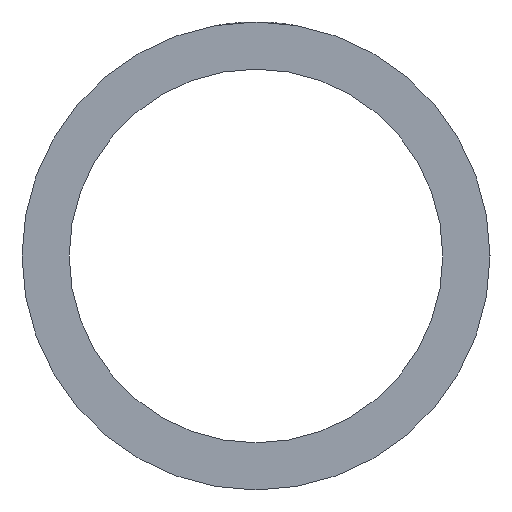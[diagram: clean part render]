
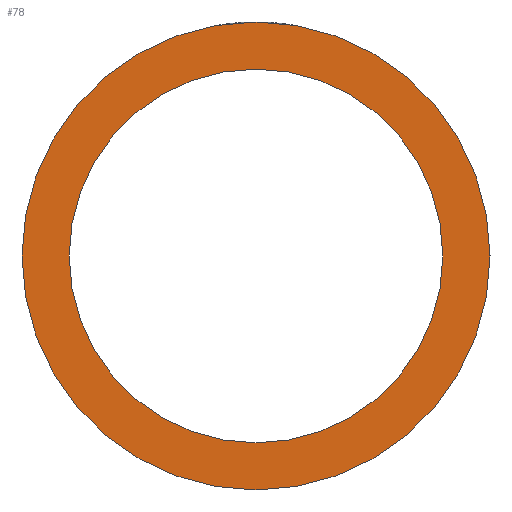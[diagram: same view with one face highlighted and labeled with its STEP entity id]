
A CAD part, left-side view. The second image highlights one B-rep face of the part: STEP entity #78.
In plain terms, the highlighted planar face has unit normal (-1, 0, 0).
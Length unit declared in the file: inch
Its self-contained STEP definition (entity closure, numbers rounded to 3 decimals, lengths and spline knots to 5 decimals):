
#16=PLANE('',#107);
#18=CIRCLE('',#102,0.525);
#20=CIRCLE('',#105,0.6575);
#27=FACE_BOUND('',#44,.T.);
#32=FACE_OUTER_BOUND('',#43,.T.);
#43=EDGE_LOOP('',(#69));
#44=EDGE_LOOP('',(#70));
#50=VERTEX_POINT('',#203);
#52=VERTEX_POINT('',#208);
#56=EDGE_CURVE('',#50,#50,#18,.T.);
#58=EDGE_CURVE('',#52,#52,#20,.T.);
#69=ORIENTED_EDGE('',*,*,#58,.F.);
#70=ORIENTED_EDGE('',*,*,#56,.T.);
#78=ADVANCED_FACE('',(#32,#27),#16,.F.);
#102=AXIS2_PLACEMENT_3D('',#204,#116,#117);
#105=AXIS2_PLACEMENT_3D('',#209,#122,#123);
#107=AXIS2_PLACEMENT_3D('',#211,#126,#127);
#116=DIRECTION('center_axis',(1.,0.,0.));
#117=DIRECTION('ref_axis',(0.,0.,-1.));
#122=DIRECTION('center_axis',(1.,0.,0.));
#123=DIRECTION('ref_axis',(0.,0.,-1.));
#126=DIRECTION('center_axis',(1.,0.,0.));
#127=DIRECTION('ref_axis',(0.,0.,-1.));
#203=CARTESIAN_POINT('',(0.,0.,0.525));
#204=CARTESIAN_POINT('Origin',(0.,0.,0.));
#208=CARTESIAN_POINT('',(0.,0.,0.6575));
#209=CARTESIAN_POINT('Origin',(0.,0.,0.));
#211=CARTESIAN_POINT('Origin',(0.,0.,0.));
